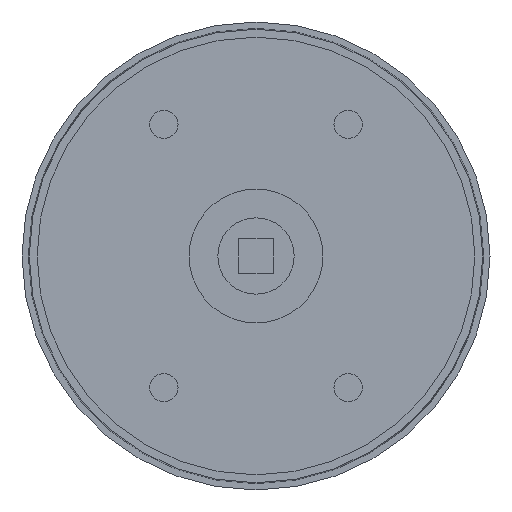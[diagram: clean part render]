
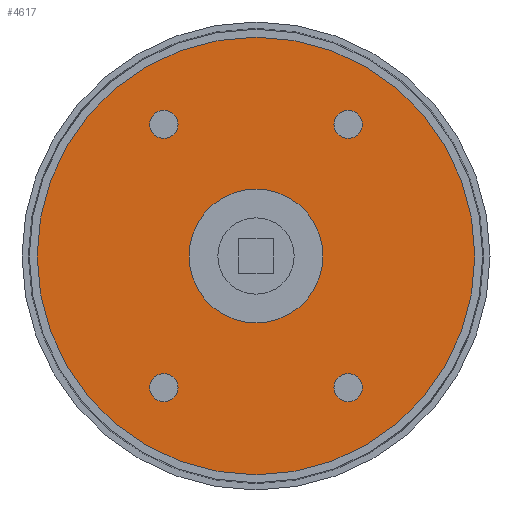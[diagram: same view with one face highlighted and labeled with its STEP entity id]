
A CAD part, left-side view. The second image highlights one B-rep face of the part: STEP entity #4617.
In plain terms, the highlighted planar face has unit normal (-1, 0, 0).
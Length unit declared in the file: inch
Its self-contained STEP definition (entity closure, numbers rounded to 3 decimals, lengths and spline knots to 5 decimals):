
#60 = DIRECTION ( 'NONE',  ( 0., 1., 0. ) ) ;
#74 = PLANE ( 'NONE',  #10708 ) ;
#469 = ORIENTED_EDGE ( 'NONE', *, *, #7326, .T. ) ;
#756 = DIRECTION ( 'NONE',  ( 1., 0., 0. ) ) ;
#843 = DIRECTION ( 'NONE',  ( 0., 1., 0. ) ) ;
#1085 = DIRECTION ( 'NONE',  ( 0., -1., 0. ) ) ;
#1714 = EDGE_CURVE ( 'NONE', #12145, #11690, #11448, .T. ) ;
#1720 = CARTESIAN_POINT ( 'NONE',  ( -13.02756, 20.27142, -26.13211 ) ) ;
#1762 = EDGE_CURVE ( 'NONE', #2159, #5555, #11197, .T. ) ;
#1781 = EDGE_CURVE ( 'NONE', #11444, #4750, #11173, .T. ) ;
#1846 = EDGE_CURVE ( 'NONE', #3601, #10358, #11214, .T. ) ;
#2066 = EDGE_CURVE ( 'NONE', #12946, #3315, #11103, .T. ) ;
#2126 = CARTESIAN_POINT ( 'NONE',  ( -13.02756, 21.28914, -26.13211 ) ) ;
#2159 = VERTEX_POINT ( 'NONE', #13358 ) ;
#2418 = DIRECTION ( 'NONE',  ( 1., 0., 0. ) ) ;
#2431 = ORIENTED_EDGE ( 'NONE', *, *, #5281, .T. ) ;
#2461 = DIRECTION ( 'NONE',  ( 1., 0., 0. ) ) ;
#2491 = ORIENTED_EDGE ( 'NONE', *, *, #7305, .T. ) ;
#2544 = ORIENTED_EDGE ( 'NONE', *, *, #2066, .T. ) ;
#2719 = CARTESIAN_POINT ( 'NONE',  ( -13.02756, 20.27142, -27.70691 ) ) ;
#3102 = CARTESIAN_POINT ( 'NONE',  ( -13.02756, 20.73796, -26.91951 ) ) ;
#3151 = DIRECTION ( 'NONE',  ( 0., -1., 0. ) ) ;
#3194 = EDGE_LOOP ( 'NONE', ( #469, #5459 ) ) ;
#3233 = DIRECTION ( 'NONE',  ( 1., 0., 0. ) ) ;
#3315 = VERTEX_POINT ( 'NONE', #2719 ) ;
#3601 = VERTEX_POINT ( 'NONE', #1720 ) ;
#4074 = CARTESIAN_POINT ( 'NONE',  ( -13.02756, 22.04701, -26.91951 ) ) ;
#4086 = DIRECTION ( 'NONE',  ( 0., 1., 0. ) ) ;
#4329 = CARTESIAN_POINT ( 'NONE',  ( -13.02756, 20.18678, -26.13211 ) ) ;
#4411 = CARTESIAN_POINT ( 'NONE',  ( -13.02756, 21.28914, -26.13211 ) ) ;
#4617 = ADVANCED_FACE ( 'NONE', ( #10275, #10293, #10262, #10248, #10234, #10219 ), #74, .T. ) ;
#4750 = VERTEX_POINT ( 'NONE', #5073 ) ;
#4806 = EDGE_CURVE ( 'NONE', #4750, #11444, #9918, .T. ) ;
#4888 = DIRECTION ( 'NONE',  ( 1., 0., 0. ) ) ;
#5073 = CARTESIAN_POINT ( 'NONE',  ( -13.02756, 21.20449, -26.13211 ) ) ;
#5078 = CARTESIAN_POINT ( 'NONE',  ( -13.02756, 20.73796, -26.91951 ) ) ;
#5281 = EDGE_CURVE ( 'NONE', #10358, #3601, #9802, .T. ) ;
#5314 = DIRECTION ( 'NONE',  ( 0., -1., 0. ) ) ;
#5333 = CARTESIAN_POINT ( 'NONE',  ( -13.02756, 19.4289, -26.91951 ) ) ;
#5397 = DIRECTION ( 'NONE',  ( 0., -1., 0. ) ) ;
#5459 = ORIENTED_EDGE ( 'NONE', *, *, #1762, .T. ) ;
#5555 = VERTEX_POINT ( 'NONE', #9965 ) ;
#5672 = DIRECTION ( 'NONE',  ( 1., 0., 0. ) ) ;
#5891 = ORIENTED_EDGE ( 'NONE', *, *, #13228, .T. ) ;
#5898 = CARTESIAN_POINT ( 'NONE',  ( -13.02756, 20.10213, -26.13211 ) ) ;
#6065 = DIRECTION ( 'NONE',  ( 1., 0., 0. ) ) ;
#6361 = EDGE_CURVE ( 'NONE', #12506, #8018, #9142, .T. ) ;
#6413 = CIRCLE ( 'NONE', #7121, 0.08465 ) ;
#6494 = CIRCLE ( 'NONE', #7148, 0.08465 ) ;
#6820 = CARTESIAN_POINT ( 'NONE',  ( -13.02756, 20.18678, -27.70691 ) ) ;
#6917 = DIRECTION ( 'NONE',  ( -1., 0., 0. ) ) ;
#6920 = ORIENTED_EDGE ( 'NONE', *, *, #1781, .T. ) ;
#7121 = AXIS2_PLACEMENT_3D ( 'NONE', #11252, #4888, #12341 ) ;
#7148 = AXIS2_PLACEMENT_3D ( 'NONE', #9415, #3233, #10515 ) ;
#7183 = DIRECTION ( 'NONE',  ( -1., 0., 0. ) ) ;
#7305 = EDGE_CURVE ( 'NONE', #11690, #12145, #9129, .T. ) ;
#7326 = EDGE_CURVE ( 'NONE', #5555, #2159, #8951, .T. ) ;
#7926 = DIRECTION ( 'NONE',  ( 0., -1., 0. ) ) ;
#8018 = VERTEX_POINT ( 'NONE', #8107 ) ;
#8060 = CARTESIAN_POINT ( 'NONE',  ( -13.02756, 21.37379, -26.13211 ) ) ;
#8107 = CARTESIAN_POINT ( 'NONE',  ( -13.02756, 21.37379, -27.70691 ) ) ;
#8559 = CARTESIAN_POINT ( 'NONE',  ( -13.02756, 20.73796, -26.91951 ) ) ;
#8604 = CARTESIAN_POINT ( 'NONE',  ( -13.02756, 20.18678, -26.13211 ) ) ;
#8951 = CIRCLE ( 'NONE', #9535, 0.40047 ) ;
#9129 = CIRCLE ( 'NONE', #9552, 1.30906 ) ;
#9142 = CIRCLE ( 'NONE', #9865, 0.08465 ) ;
#9332 = DIRECTION ( 'NONE',  ( 1., 0., 0. ) ) ;
#9415 = CARTESIAN_POINT ( 'NONE',  ( -13.02756, 20.18678, -27.70691 ) ) ;
#9535 = AXIS2_PLACEMENT_3D ( 'NONE', #12547, #6065, #60 ) ;
#9552 = AXIS2_PLACEMENT_3D ( 'NONE', #3102, #10380, #4086 ) ;
#9553 = EDGE_LOOP ( 'NONE', ( #2544, #12512 ) ) ;
#9635 = DIRECTION ( 'NONE',  ( 0., 1., 0. ) ) ;
#9657 = EDGE_LOOP ( 'NONE', ( #2491, #9810 ) ) ;
#9685 = DIRECTION ( 'NONE',  ( 0., -1., 0. ) ) ;
#9802 = CIRCLE ( 'NONE', #10447, 0.08465 ) ;
#9810 = ORIENTED_EDGE ( 'NONE', *, *, #1714, .T. ) ;
#9865 = AXIS2_PLACEMENT_3D ( 'NONE', #12122, #5672, #13169 ) ;
#9918 = CIRCLE ( 'NONE', #10543, 0.08465 ) ;
#9965 = CARTESIAN_POINT ( 'NONE',  ( -13.02756, 21.13843, -26.91951 ) ) ;
#10219 = FACE_OUTER_BOUND ( 'NONE', #9657, .T. ) ;
#10234 = FACE_BOUND ( 'NONE', #3194, .T. ) ;
#10244 = ORIENTED_EDGE ( 'NONE', *, *, #4806, .T. ) ;
#10248 = FACE_BOUND ( 'NONE', #12665, .T. ) ;
#10262 = FACE_BOUND ( 'NONE', #12617, .T. ) ;
#10275 = FACE_BOUND ( 'NONE', #9553, .T. ) ;
#10293 = FACE_BOUND ( 'NONE', #12830, .T. ) ;
#10346 = ORIENTED_EDGE ( 'NONE', *, *, #1846, .T. ) ;
#10358 = VERTEX_POINT ( 'NONE', #5898 ) ;
#10380 = DIRECTION ( 'NONE',  ( -1., 0., 0. ) ) ;
#10447 = AXIS2_PLACEMENT_3D ( 'NONE', #4329, #11727, #5314 ) ;
#10515 = DIRECTION ( 'NONE',  ( 0., -1., 0. ) ) ;
#10543 = AXIS2_PLACEMENT_3D ( 'NONE', #2126, #9332, #3151 ) ;
#10708 = AXIS2_PLACEMENT_3D ( 'NONE', #5078, #7183, #1085 ) ;
#10790 = CARTESIAN_POINT ( 'NONE',  ( -13.02756, 21.20449, -27.70691 ) ) ;
#11103 = CIRCLE ( 'NONE', #11613, 0.08465 ) ;
#11173 = CIRCLE ( 'NONE', #11692, 0.08465 ) ;
#11197 = CIRCLE ( 'NONE', #11769, 0.40047 ) ;
#11214 = CIRCLE ( 'NONE', #11653, 0.08465 ) ;
#11252 = CARTESIAN_POINT ( 'NONE',  ( -13.02756, 21.28914, -27.70691 ) ) ;
#11444 = VERTEX_POINT ( 'NONE', #8060 ) ;
#11448 = CIRCLE ( 'NONE', #11905, 1.30906 ) ;
#11613 = AXIS2_PLACEMENT_3D ( 'NONE', #6820, #756, #7926 ) ;
#11653 = AXIS2_PLACEMENT_3D ( 'NONE', #8604, #2461, #9685 ) ;
#11690 = VERTEX_POINT ( 'NONE', #4074 ) ;
#11692 = AXIS2_PLACEMENT_3D ( 'NONE', #4411, #11819, #5397 ) ;
#11727 = DIRECTION ( 'NONE',  ( 1., 0., 0. ) ) ;
#11769 = AXIS2_PLACEMENT_3D ( 'NONE', #8559, #2418, #9635 ) ;
#11819 = DIRECTION ( 'NONE',  ( 1., 0., 0. ) ) ;
#11905 = AXIS2_PLACEMENT_3D ( 'NONE', #13355, #6917, #843 ) ;
#12122 = CARTESIAN_POINT ( 'NONE',  ( -13.02756, 21.28914, -27.70691 ) ) ;
#12145 = VERTEX_POINT ( 'NONE', #5333 ) ;
#12341 = DIRECTION ( 'NONE',  ( 0., -1., 0. ) ) ;
#12400 = ORIENTED_EDGE ( 'NONE', *, *, #6361, .T. ) ;
#12506 = VERTEX_POINT ( 'NONE', #10790 ) ;
#12512 = ORIENTED_EDGE ( 'NONE', *, *, #13177, .T. ) ;
#12547 = CARTESIAN_POINT ( 'NONE',  ( -13.02756, 20.73796, -26.91951 ) ) ;
#12617 = EDGE_LOOP ( 'NONE', ( #2431, #10346 ) ) ;
#12665 = EDGE_LOOP ( 'NONE', ( #10244, #6920 ) ) ;
#12830 = EDGE_LOOP ( 'NONE', ( #12400, #5891 ) ) ;
#12946 = VERTEX_POINT ( 'NONE', #13130 ) ;
#13130 = CARTESIAN_POINT ( 'NONE',  ( -13.02756, 20.10213, -27.70691 ) ) ;
#13169 = DIRECTION ( 'NONE',  ( 0., -1., 0. ) ) ;
#13177 = EDGE_CURVE ( 'NONE', #3315, #12946, #6494, .T. ) ;
#13228 = EDGE_CURVE ( 'NONE', #8018, #12506, #6413, .T. ) ;
#13355 = CARTESIAN_POINT ( 'NONE',  ( -13.02756, 20.73796, -26.91951 ) ) ;
#13358 = CARTESIAN_POINT ( 'NONE',  ( -13.02756, 20.33749, -26.91951 ) ) ;
